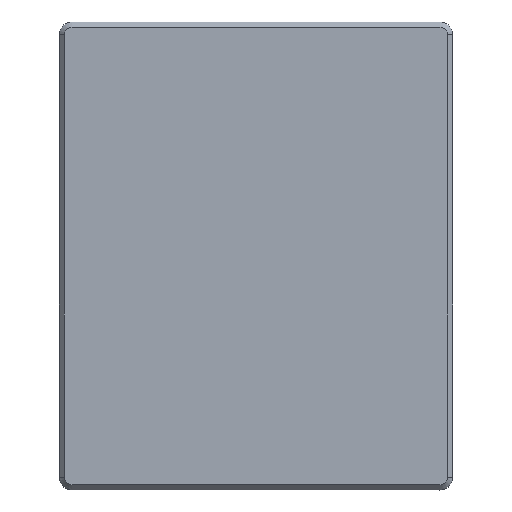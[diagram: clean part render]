
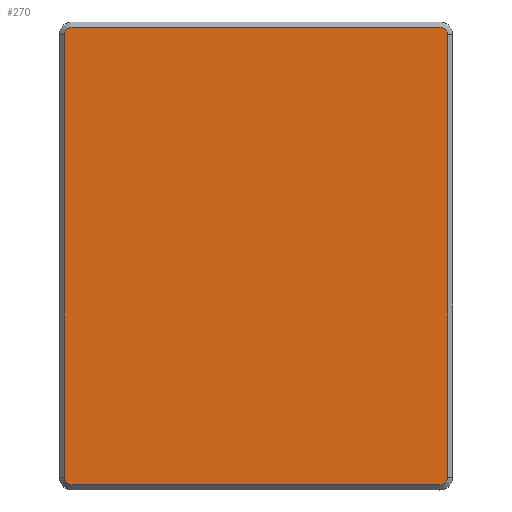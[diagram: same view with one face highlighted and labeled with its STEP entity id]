
A CAD part, top view. The second image highlights one B-rep face of the part: STEP entity #270.
In plain terms, the highlighted planar face has unit normal (0, 0, 1).
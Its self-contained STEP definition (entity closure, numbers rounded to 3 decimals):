
#4 = DIRECTION ( 'NONE',  ( 0., 0., 1. ) ) ;
#5 = VERTEX_POINT ( 'NONE', #974 ) ;
#18 = DIRECTION ( 'NONE',  ( 0., 1., 0. ) ) ;
#28 = LINE ( 'NONE', #575, #1100 ) ;
#42 = CARTESIAN_POINT ( 'NONE',  ( 14.402, 17.321, 79.67 ) ) ;
#53 = ORIENTED_EDGE ( 'NONE', *, *, #415, .T. ) ;
#55 = EDGE_CURVE ( 'NONE', #441, #1024, #778, .T. ) ;
#57 = VECTOR ( 'NONE', #738, 1000. ) ;
#84 = AXIS2_PLACEMENT_3D ( 'NONE', #955, #4, #1266 ) ;
#104 = CARTESIAN_POINT ( 'NONE',  ( -14.402, 17.321, 79.67 ) ) ;
#117 = FACE_OUTER_BOUND ( 'NONE', #873, .T. ) ;
#137 = CARTESIAN_POINT ( 'NONE',  ( -15.002, -17.321, 79.67 ) ) ;
#190 = DIRECTION ( 'NONE',  ( -1., 0., 0. ) ) ;
#234 = CARTESIAN_POINT ( 'NONE',  ( 14.402, -17.921, 79.67 ) ) ;
#260 = EDGE_CURVE ( 'NONE', #1024, #850, #423, .T. ) ;
#263 = CIRCLE ( 'NONE', #795, 0.6 ) ;
#270 = ADVANCED_FACE ( 'NONE', ( #117 ), #636, .T. ) ;
#304 = VECTOR ( 'NONE', #1044, 1000. ) ;
#309 = CIRCLE ( 'NONE', #774, 0.6 ) ;
#356 = AXIS2_PLACEMENT_3D ( 'NONE', #885, #966, #771 ) ;
#364 = EDGE_CURVE ( 'NONE', #833, #872, #309, .T. ) ;
#415 = EDGE_CURVE ( 'NONE', #850, #1277, #263, .T. ) ;
#423 = LINE ( 'NONE', #523, #304 ) ;
#424 = ORIENTED_EDGE ( 'NONE', *, *, #453, .T. ) ;
#437 = DIRECTION ( 'NONE',  ( -1., 0., 0. ) ) ;
#441 = VERTEX_POINT ( 'NONE', #137 ) ;
#453 = EDGE_CURVE ( 'NONE', #1277, #707, #28, .T. ) ;
#462 = CIRCLE ( 'NONE', #1224, 0.6 ) ;
#486 = ORIENTED_EDGE ( 'NONE', *, *, #1273, .T. ) ;
#522 = CARTESIAN_POINT ( 'NONE',  ( -1.415, 17.921, 79.67 ) ) ;
#523 = CARTESIAN_POINT ( 'NONE',  ( -1.415, -17.921, 79.67 ) ) ;
#529 = DIRECTION ( 'NONE',  ( 0., 0., 1. ) ) ;
#552 = ORIENTED_EDGE ( 'NONE', *, *, #1226, .T. ) ;
#572 = ORIENTED_EDGE ( 'NONE', *, *, #364, .T. ) ;
#575 = CARTESIAN_POINT ( 'NONE',  ( 15.002, 0.629, 79.67 ) ) ;
#607 = ORIENTED_EDGE ( 'NONE', *, *, #991, .T. ) ;
#636 = PLANE ( 'NONE',  #84 ) ;
#645 = CARTESIAN_POINT ( 'NONE',  ( 15.002, -17.321, 79.67 ) ) ;
#660 = DIRECTION ( 'NONE',  ( -1., 0., 0. ) ) ;
#682 = CARTESIAN_POINT ( 'NONE',  ( -14.402, -17.921, 79.67 ) ) ;
#707 = VERTEX_POINT ( 'NONE', #1145 ) ;
#738 = DIRECTION ( 'NONE',  ( 0., -1., 0. ) ) ;
#768 = DIRECTION ( 'NONE',  ( -1., 0., 0. ) ) ;
#771 = DIRECTION ( 'NONE',  ( -1., 0., 0. ) ) ;
#774 = AXIS2_PLACEMENT_3D ( 'NONE', #104, #529, #190 ) ;
#778 = CIRCLE ( 'NONE', #356, 0.6 ) ;
#795 = AXIS2_PLACEMENT_3D ( 'NONE', #1179, #1088, #660 ) ;
#831 = LINE ( 'NONE', #1074, #57 ) ;
#833 = VERTEX_POINT ( 'NONE', #851 ) ;
#850 = VERTEX_POINT ( 'NONE', #234 ) ;
#851 = CARTESIAN_POINT ( 'NONE',  ( -14.402, 17.921, 79.67 ) ) ;
#872 = VERTEX_POINT ( 'NONE', #1069 ) ;
#873 = EDGE_LOOP ( 'NONE', ( #1236, #1168, #53, #424, #607, #486, #572, #552 ) ) ;
#885 = CARTESIAN_POINT ( 'NONE',  ( -14.402, -17.321, 79.67 ) ) ;
#955 = CARTESIAN_POINT ( 'NONE',  ( -1.415, 0.629, 79.67 ) ) ;
#966 = DIRECTION ( 'NONE',  ( 0., 0., 1. ) ) ;
#971 = VECTOR ( 'NONE', #437, 1000. ) ;
#974 = CARTESIAN_POINT ( 'NONE',  ( 14.402, 17.921, 79.67 ) ) ;
#991 = EDGE_CURVE ( 'NONE', #707, #5, #462, .T. ) ;
#1024 = VERTEX_POINT ( 'NONE', #682 ) ;
#1044 = DIRECTION ( 'NONE',  ( 1., 0., 0. ) ) ;
#1069 = CARTESIAN_POINT ( 'NONE',  ( -15.002, 17.321, 79.67 ) ) ;
#1074 = CARTESIAN_POINT ( 'NONE',  ( -15.002, 0.629, 79.67 ) ) ;
#1088 = DIRECTION ( 'NONE',  ( 0., 0., 1. ) ) ;
#1091 = DIRECTION ( 'NONE',  ( 0., 0., 1. ) ) ;
#1100 = VECTOR ( 'NONE', #18, 1000. ) ;
#1145 = CARTESIAN_POINT ( 'NONE',  ( 15.002, 17.321, 79.67 ) ) ;
#1168 = ORIENTED_EDGE ( 'NONE', *, *, #260, .T. ) ;
#1179 = CARTESIAN_POINT ( 'NONE',  ( 14.402, -17.321, 79.67 ) ) ;
#1224 = AXIS2_PLACEMENT_3D ( 'NONE', #42, #1091, #768 ) ;
#1226 = EDGE_CURVE ( 'NONE', #872, #441, #831, .T. ) ;
#1236 = ORIENTED_EDGE ( 'NONE', *, *, #55, .T. ) ;
#1265 = LINE ( 'NONE', #522, #971 ) ;
#1266 = DIRECTION ( 'NONE',  ( 1., 0., 0. ) ) ;
#1273 = EDGE_CURVE ( 'NONE', #5, #833, #1265, .T. ) ;
#1277 = VERTEX_POINT ( 'NONE', #645 ) ;
